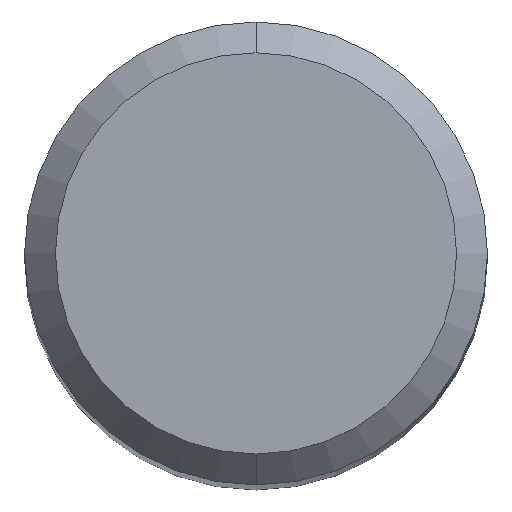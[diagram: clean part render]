
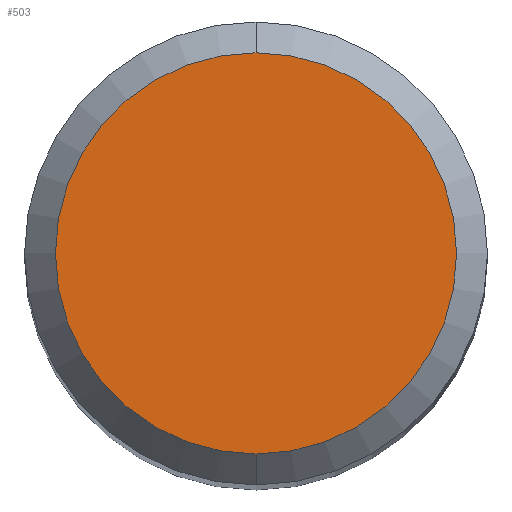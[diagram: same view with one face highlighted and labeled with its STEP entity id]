
A CAD part, top view. The second image highlights one B-rep face of the part: STEP entity #503.
In plain terms, the highlighted planar face has unit normal (0, 0, 1).
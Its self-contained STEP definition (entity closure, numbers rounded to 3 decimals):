
#325=EDGE_CURVE('',#847,#839,#890,.T.);
#503=ADVANCED_FACE('',(#1085),#1086,.T.);
#637=EDGE_CURVE('',#839,#847,#1231,.T.);
#839=VERTEX_POINT('',#1451);
#847=VERTEX_POINT('',#1461);
#890=CIRCLE('',#1556,2.6);
#1085=FACE_OUTER_BOUND('',#2903,.T.);
#1086=PLANE('',#2904);
#1231=CIRCLE('',#3851,2.6);
#1451=CARTESIAN_POINT('',(0.,-2.6,0.0));
#1461=CARTESIAN_POINT('',(0.0,2.6,0.0));
#1556=AXIS2_PLACEMENT_3D('',#4969,#4970,#4971);
#2903=EDGE_LOOP('',(#5201,#5202));
#2904=AXIS2_PLACEMENT_3D('',#5203,#5204,#5205);
#3851=AXIS2_PLACEMENT_3D('',#5345,#5346,#5347);
#4969=CARTESIAN_POINT('',(0.0,0.0,0.0));
#4970=DIRECTION('',(0.0,0.0,-1.0));
#4971=DIRECTION('',(0.0,1.0,0.0));
#5201=ORIENTED_EDGE('',*,*,#325,.F.);
#5202=ORIENTED_EDGE('',*,*,#637,.F.);
#5203=CARTESIAN_POINT('',(0.0,1.3,0.0));
#5204=DIRECTION('',(-0.0,0.0,1.0));
#5205=DIRECTION('',(0.0,-1.0,0.0));
#5345=CARTESIAN_POINT('',(0.0,0.0,0.0));
#5346=DIRECTION('',(0.0,0.0,-1.0));
#5347=DIRECTION('',(0.0,1.0,0.0));
